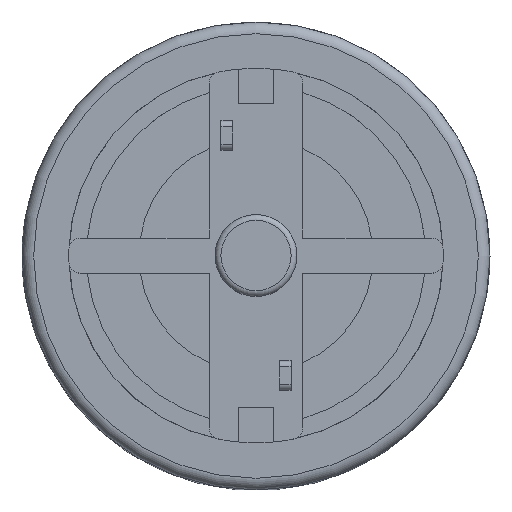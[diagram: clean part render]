
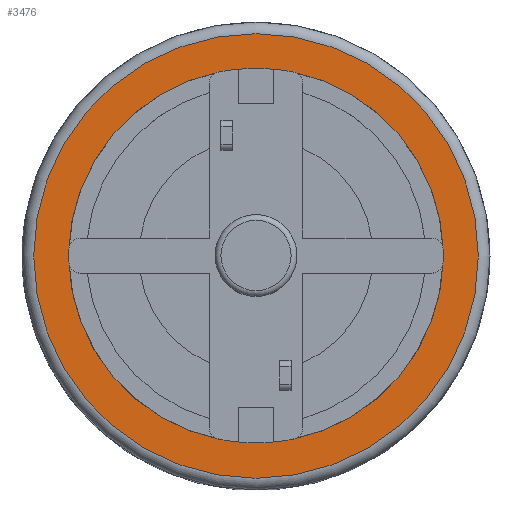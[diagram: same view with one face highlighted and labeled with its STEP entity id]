
A CAD part, top view. The second image highlights one B-rep face of the part: STEP entity #3476.
In plain terms, the highlighted planar face has unit normal (0, 0, 1).
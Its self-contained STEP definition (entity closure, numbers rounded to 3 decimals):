
#251=PLANE('',#3801);
#412=FACE_OUTER_BOUND('',#610,.T.);
#610=EDGE_LOOP('',(#2579,#2580));
#1349=CIRCLE('',#3790,19.);
#1353=CIRCLE('',#3794,19.);
#1536=VERTEX_POINT('',#7229);
#1537=VERTEX_POINT('',#7230);
#1925=EDGE_CURVE('',#1536,#1537,#1349,.T.);
#1929=EDGE_CURVE('',#1537,#1536,#1353,.T.);
#2579=ORIENTED_EDGE('',*,*,#1925,.F.);
#2580=ORIENTED_EDGE('',*,*,#1929,.F.);
#3476=ADVANCED_FACE('',(#412),#251,.T.);
#3790=AXIS2_PLACEMENT_3D('',#7231,#4212,#4213);
#3794=AXIS2_PLACEMENT_3D('',#7237,#4220,#4221);
#3801=AXIS2_PLACEMENT_3D('',#7258,#4239,#4240);
#4212=DIRECTION('center_axis',(0.,0.,-1.));
#4213=DIRECTION('ref_axis',(-1.,0.,0.));
#4220=DIRECTION('center_axis',(0.,0.,-1.));
#4221=DIRECTION('ref_axis',(-1.,0.,0.));
#4239=DIRECTION('center_axis',(0.,0.,1.));
#4240=DIRECTION('ref_axis',(1.,0.,0.));
#7229=CARTESIAN_POINT('',(19.,0.,13.));
#7230=CARTESIAN_POINT('',(-19.,0.,13.));
#7231=CARTESIAN_POINT('Origin',(0.,0.,13.));
#7237=CARTESIAN_POINT('Origin',(0.,0.,13.));
#7258=CARTESIAN_POINT('Origin',(0.,0.,13.));
